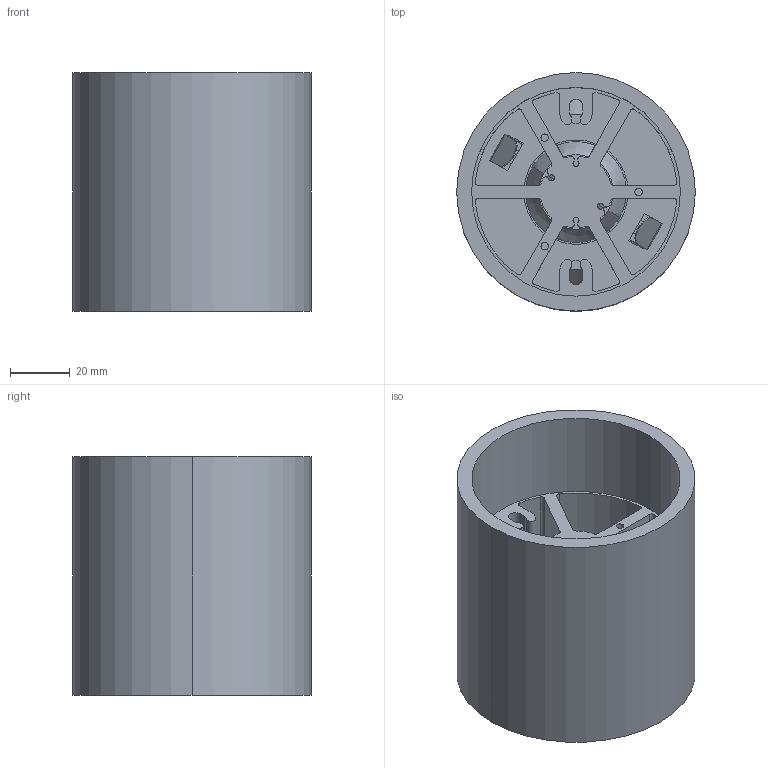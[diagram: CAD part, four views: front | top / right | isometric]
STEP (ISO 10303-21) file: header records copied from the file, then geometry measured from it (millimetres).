
FILE_DESCRIPTION(('CATIA V5 STEP Exchange'),'2;1');
FILE_NAME('870112.stp','2023-05-20T01:59:32+00:00',('none'),('none'),'CATIA Version 5-6 Release 2018','CATIA V5 STEP AP203','none');
FILE_SCHEMA(('CONFIG_CONTROL_DESIGN'));
Length unit declared in the file: millimetre
Products named in the file (2): 80装配; 前罩装弹簧
Assembly tree (15 placements, depth 3):
  80装配
    #57
    #5097  x3
    前罩装弹簧
      #5927
      #7156  x2
      #8067  x4
    #11684
    #13940
    #14849
Bounding box: 80 x 80 x 80 mm (x, y, z)
Volume: 136562.8 mm3; surface area: 74907.3 mm2
Topology: 14 solids, 16 shells, 968 faces, 2337 edges, 1424 vertices
Faces by surface type: bspline 456, cylinder 273, plane 199, cone 31, torus 7, revolution 2
Entity records: 15209 total; most frequent: CARTESIAN_POINT 4957, ORIENTED_EDGE 2556, DIRECTION 1389, EDGE_CURVE 1278, VERTEX_POINT 821, AXIS2_PLACEMENT_3D 683, EDGE_LOOP 541, ADVANCED_FACE 493
